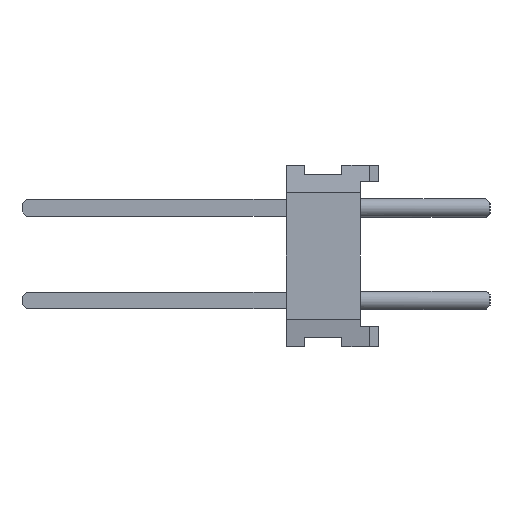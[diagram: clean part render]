
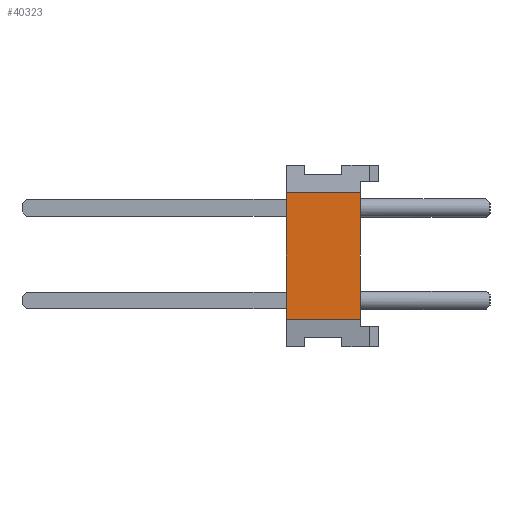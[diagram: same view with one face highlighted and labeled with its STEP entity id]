
A CAD part, left-side view. The second image highlights one B-rep face of the part: STEP entity #40323.
In plain terms, the highlighted planar face has unit normal (-1, 0, 0).
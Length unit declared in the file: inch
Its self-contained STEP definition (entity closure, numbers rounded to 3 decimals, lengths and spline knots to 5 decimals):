
#2663=ORIENTED_EDGE('',*,*,#14155,.F.);
#2664=ORIENTED_EDGE('',*,*,#14156,.T.);
#2665=ORIENTED_EDGE('',*,*,#14157,.T.);
#2666=ORIENTED_EDGE('',*,*,#14158,.T.);
#14155=EDGE_CURVE('',#19715,#19716,#24019,.T.);
#14156=EDGE_CURVE('',#19715,#19717,#24020,.T.);
#14157=EDGE_CURVE('',#19717,#19718,#24021,.T.);
#14158=EDGE_CURVE('',#19718,#19716,#24022,.T.);
#19715=VERTEX_POINT('',#58584);
#19716=VERTEX_POINT('',#58585);
#19717=VERTEX_POINT('',#58587);
#19718=VERTEX_POINT('',#58589);
#24019=LINE('',#58583,#29627);
#24020=LINE('',#58586,#29628);
#24021=LINE('',#58588,#29629);
#24022=LINE('',#58590,#29630);
#29627=VECTOR('',#47123,39.37008);
#29628=VECTOR('',#47124,39.37008);
#29629=VECTOR('',#47125,39.37008);
#29630=VECTOR('',#47126,39.37008);
#33799=EDGE_LOOP('',(#2663,#2664,#2665,#2666));
#36059=FACE_BOUND('',#33799,.T.);
#38319=PLANE('',#42417);
#40323=ADVANCED_FACE('',(#36059),#38319,.F.);
#42417=AXIS2_PLACEMENT_3D('',#58582,#47121,#47122);
#47121=DIRECTION('',(1.,0.,0.));
#47122=DIRECTION('',(0.,0.,-1.));
#47123=DIRECTION('',(0.,0.,1.));
#47124=DIRECTION('',(0.,-1.,0.));
#47125=DIRECTION('',(0.,0.,1.));
#47126=DIRECTION('',(0.,1.,0.));
#58582=CARTESIAN_POINT('',(-0.8,0.1,-0.1));
#58583=CARTESIAN_POINT('',(-0.8,0.1,-0.1));
#58584=CARTESIAN_POINT('',(-0.8,0.1,-0.07));
#58585=CARTESIAN_POINT('',(-0.8,0.1,0.066));
#58586=CARTESIAN_POINT('',(-0.8,0.1,-0.07));
#58587=CARTESIAN_POINT('',(-0.8,0.02,-0.07));
#58588=CARTESIAN_POINT('',(-0.8,0.02,-0.078));
#58589=CARTESIAN_POINT('',(-0.8,0.02,0.066));
#58590=CARTESIAN_POINT('',(-0.8,0.1,0.066));
